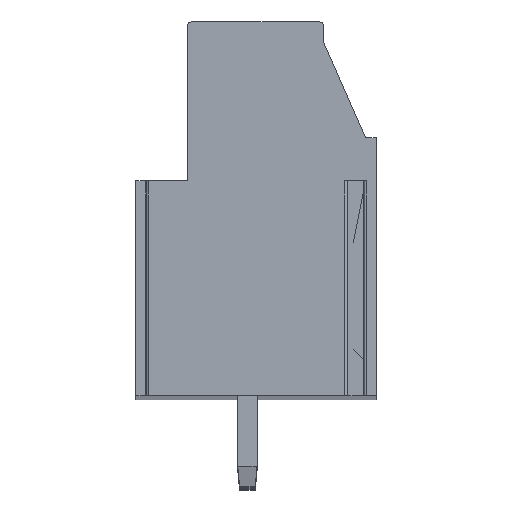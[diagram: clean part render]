
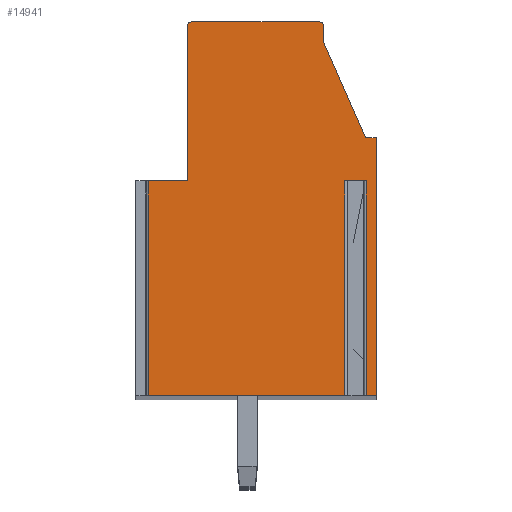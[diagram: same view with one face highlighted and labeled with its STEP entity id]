
A CAD part, top view. The second image highlights one B-rep face of the part: STEP entity #14941.
In plain terms, the highlighted planar face has unit normal (0, 0, 1).
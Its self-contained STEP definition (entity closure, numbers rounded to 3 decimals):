
#171=DIRECTION('',(-1.,0.,0.));
#172=VECTOR('',#171,1.806);
#173=CARTESIAN_POINT('',(-3.2,1.3,2.5));
#174=LINE('',#173,#172);
#2301=DIRECTION('',(1.,0.,0.));
#2302=VECTOR('',#2301,0.989);
#2303=CARTESIAN_POINT('',(4.142,1.3,2.5));
#2304=LINE('',#2303,#2302);
#2305=DIRECTION('',(0.,-1.,0.));
#2306=VECTOR('',#2305,10.);
#2307=CARTESIAN_POINT('',(4.142,1.3,2.5));
#2308=LINE('',#2307,#2306);
#2309=DIRECTION('',(1.,0.,0.));
#2310=VECTOR('',#2309,9.148);
#2311=CARTESIAN_POINT('',(-5.006,-8.7,2.5));
#2312=LINE('',#2311,#2310);
#2313=DIRECTION('',(0.,-1.,0.));
#2314=VECTOR('',#2313,10.);
#2315=CARTESIAN_POINT('',(-5.006,1.3,2.5));
#2316=LINE('',#2315,#2314);
#2317=DIRECTION('',(0.,-1.,0.));
#2318=VECTOR('',#2317,7.2);
#2319=CARTESIAN_POINT('',(-3.2,8.5,2.5));
#2320=LINE('',#2319,#2318);
#2321=CARTESIAN_POINT('',(-3.,8.5,2.5));
#2322=DIRECTION('',(0.,0.,1.));
#2323=DIRECTION('',(0.,1.,0.));
#2324=AXIS2_PLACEMENT_3D('',#2321,#2322,#2323);
#2326=DIRECTION('',(-1.,0.,0.));
#2327=VECTOR('',#2326,5.95);
#2328=CARTESIAN_POINT('',(2.95,8.7,2.5));
#2329=LINE('',#2328,#2327);
#2330=CARTESIAN_POINT('',(2.95,8.5,2.5));
#2331=DIRECTION('',(0.,0.,1.));
#2332=DIRECTION('',(1.,0.,0.));
#2333=AXIS2_PLACEMENT_3D('',#2330,#2331,#2332);
#2335=DIRECTION('',(0.,1.,0.));
#2336=VECTOR('',#2335,0.75);
#2337=CARTESIAN_POINT('',(3.15,7.75,2.5));
#2338=LINE('',#2337,#2336);
#2339=DIRECTION('',(-0.401,0.916,0.));
#2340=VECTOR('',#2339,4.859);
#2341=CARTESIAN_POINT('',(5.1,3.3,2.5));
#2342=LINE('',#2341,#2340);
#2343=DIRECTION('',(-1.,0.,0.));
#2344=VECTOR('',#2343,0.5);
#2345=CARTESIAN_POINT('',(5.6,3.3,2.5));
#2346=LINE('',#2345,#2344);
#2347=DIRECTION('',(0.,1.,0.));
#2348=VECTOR('',#2347,12.);
#2349=CARTESIAN_POINT('',(5.6,-8.7,2.5));
#2350=LINE('',#2349,#2348);
#2351=DIRECTION('',(1.,0.,0.));
#2352=VECTOR('',#2351,0.469);
#2353=CARTESIAN_POINT('',(5.131,-8.7,2.5));
#2354=LINE('',#2353,#2352);
#2355=DIRECTION('',(0.,-1.,0.));
#2356=VECTOR('',#2355,10.);
#2357=CARTESIAN_POINT('',(5.131,1.3,2.5));
#2358=LINE('',#2357,#2356);
#9429=CARTESIAN_POINT('',(5.1,3.3,2.5));
#9430=CARTESIAN_POINT('',(3.15,7.75,2.5));
#9431=VERTEX_POINT('',#9429);
#9432=VERTEX_POINT('',#9430);
#9433=CARTESIAN_POINT('',(3.15,8.5,2.5));
#9434=VERTEX_POINT('',#9433);
#9435=CARTESIAN_POINT('',(2.95,8.7,2.5));
#9436=VERTEX_POINT('',#9435);
#9437=CARTESIAN_POINT('',(-3.,8.7,2.5));
#9438=VERTEX_POINT('',#9437);
#9439=CARTESIAN_POINT('',(-3.2,8.5,2.5));
#9440=VERTEX_POINT('',#9439);
#9441=CARTESIAN_POINT('',(-3.2,1.3,2.5));
#9442=VERTEX_POINT('',#9441);
#9443=CARTESIAN_POINT('',(5.6,-8.7,2.5));
#9444=CARTESIAN_POINT('',(5.6,3.3,2.5));
#9445=VERTEX_POINT('',#9443);
#9446=VERTEX_POINT('',#9444);
#9459=CARTESIAN_POINT('',(4.142,1.3,2.5));
#9460=CARTESIAN_POINT('',(5.131,1.3,2.5));
#9461=VERTEX_POINT('',#9459);
#9462=VERTEX_POINT('',#9460);
#9463=CARTESIAN_POINT('',(-5.006,1.3,2.5));
#9464=CARTESIAN_POINT('',(-5.006,-8.7,2.5));
#9465=VERTEX_POINT('',#9463);
#9466=VERTEX_POINT('',#9464);
#9467=CARTESIAN_POINT('',(5.131,-8.7,2.5));
#9468=VERTEX_POINT('',#9467);
#9469=CARTESIAN_POINT('',(4.142,-8.7,2.5));
#9470=VERTEX_POINT('',#9469);
#14916=CARTESIAN_POINT('',(0.,0.,2.5));
#14917=DIRECTION('',(0.,0.,1.));
#14918=DIRECTION('',(1.,0.,0.));
#14919=AXIS2_PLACEMENT_3D('',#14916,#14917,#14918);
#14920=PLANE('',#14919);
#14922=ORIENTED_EDGE('',*,*,#14921,.F.);
#14924=ORIENTED_EDGE('',*,*,#14923,.T.);
#14925=ORIENTED_EDGE('',*,*,#14500,.F.);
#14926=ORIENTED_EDGE('',*,*,#14908,.F.);
#14927=ORIENTED_EDGE('',*,*,#12275,.F.);
#14928=ORIENTED_EDGE('',*,*,#12566,.F.);
#14929=ORIENTED_EDGE('',*,*,#14026,.F.);
#14930=ORIENTED_EDGE('',*,*,#14040,.F.);
#14931=ORIENTED_EDGE('',*,*,#14186,.F.);
#14932=ORIENTED_EDGE('',*,*,#14200,.F.);
#14933=ORIENTED_EDGE('',*,*,#14214,.F.);
#14934=ORIENTED_EDGE('',*,*,#14228,.F.);
#14935=ORIENTED_EDGE('',*,*,#14242,.F.);
#14936=ORIENTED_EDGE('',*,*,#14516,.F.);
#14938=ORIENTED_EDGE('',*,*,#14937,.F.);
#14939=EDGE_LOOP('',(#14922,#14924,#14925,#14926,#14927,#14928,#14929,#14930,
#14931,#14932,#14933,#14934,#14935,#14936,#14938));
#14940=FACE_OUTER_BOUND('',#14939,.F.);
#2325=CIRCLE('',#2324,0.2);
#2334=CIRCLE('',#2333,0.2);
#12275=EDGE_CURVE('',#9442,#9465,#174,.T.);
#12566=EDGE_CURVE('',#9440,#9442,#2320,.T.);
#14026=EDGE_CURVE('',#9438,#9440,#2325,.T.);
#14040=EDGE_CURVE('',#9436,#9438,#2329,.T.);
#14186=EDGE_CURVE('',#9434,#9436,#2334,.T.);
#14200=EDGE_CURVE('',#9432,#9434,#2338,.T.);
#14214=EDGE_CURVE('',#9431,#9432,#2342,.T.);
#14228=EDGE_CURVE('',#9446,#9431,#2346,.T.);
#14242=EDGE_CURVE('',#9445,#9446,#2350,.T.);
#14500=EDGE_CURVE('',#9466,#9470,#2312,.T.);
#14516=EDGE_CURVE('',#9468,#9445,#2354,.T.);
#14908=EDGE_CURVE('',#9465,#9466,#2316,.T.);
#14921=EDGE_CURVE('',#9461,#9462,#2304,.T.);
#14923=EDGE_CURVE('',#9461,#9470,#2308,.T.);
#14937=EDGE_CURVE('',#9462,#9468,#2358,.T.);
#14941=ADVANCED_FACE('',(#14940),#14920,.T.);
